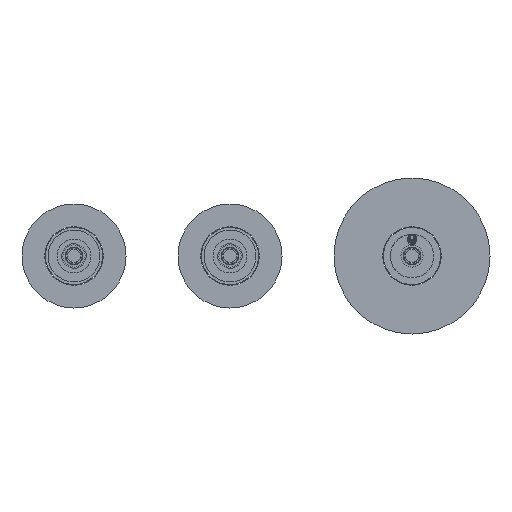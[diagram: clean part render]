
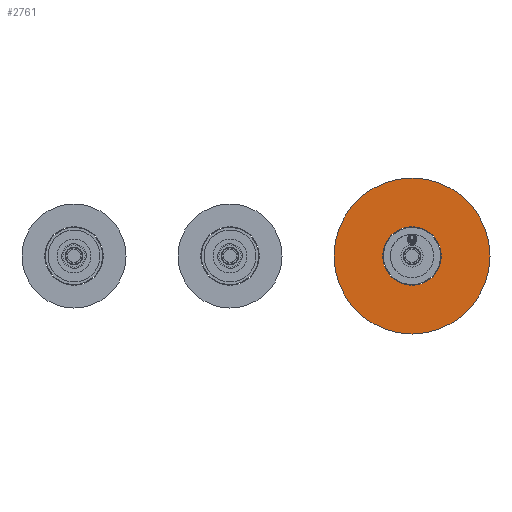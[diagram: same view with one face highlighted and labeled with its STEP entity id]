
A CAD part, front view. The second image highlights one B-rep face of the part: STEP entity #2761.
In plain terms, the highlighted planar face has unit normal (0, -1, 0).
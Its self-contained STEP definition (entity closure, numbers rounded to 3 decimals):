
#2686=CARTESIAN_POINT('Vertex',(60.,-82.756,-40.)) ;
#2691=CARTESIAN_POINT('Axis2P3D Location',(0.,-82.756,-40.)) ;
#2695=CARTESIAN_POINT('Vertex',(-60.,-82.756,-40.)) ;
#2717=CARTESIAN_POINT('Axis2P3D Location',(0.,-82.756,-40.)) ;
#2734=CARTESIAN_POINT('Axis2P3D Location',(0.,-82.756,-40.)) ;
#2743=CARTESIAN_POINT('Axis2P3D Location',(0.,-82.756,-40.)) ;
#2747=CARTESIAN_POINT('Vertex',(22.5,-82.756,-40.)) ;
#2749=CARTESIAN_POINT('Vertex',(-22.5,-82.756,-40.)) ;
#2752=CARTESIAN_POINT('Axis2P3D Location',(0.,-82.756,-40.)) ;
#2692=DIRECTION('Axis2P3D Direction',(-0.,1.,0.)) ;
#2718=DIRECTION('Axis2P3D Direction',(-0.,1.,0.)) ;
#2735=DIRECTION('Axis2P3D Direction',(-0.,1.,0.)) ;
#2736=DIRECTION('Axis2P3D XDirection',(1.,0.,0.)) ;
#2744=DIRECTION('Axis2P3D Direction',(-0.,1.,0.)) ;
#2753=DIRECTION('Axis2P3D Direction',(-0.,1.,0.)) ;
#2693=AXIS2_PLACEMENT_3D('Circle Axis2P3D',#2691,#2692,$) ;
#2719=AXIS2_PLACEMENT_3D('Circle Axis2P3D',#2717,#2718,$) ;
#2737=AXIS2_PLACEMENT_3D('Plane Axis2P3D',#2734,#2735,#2736) ;
#2745=AXIS2_PLACEMENT_3D('Circle Axis2P3D',#2743,#2744,$) ;
#2754=AXIS2_PLACEMENT_3D('Circle Axis2P3D',#2752,#2753,$) ;
#2694=CIRCLE('generated circle',#2693,60.) ;
#2720=CIRCLE('generated circle',#2719,60.) ;
#2746=CIRCLE('generated circle',#2745,22.5) ;
#2755=CIRCLE('generated circle',#2754,22.5) ;
#2738=PLANE('',#2737) ;
#2760=FACE_BOUND('',#2757,.T.) ;
#2697=EDGE_CURVE('',#2687,#2696,#2694,.T.) ;
#2721=EDGE_CURVE('',#2696,#2687,#2720,.T.) ;
#2751=EDGE_CURVE('',#2748,#2750,#2746,.T.) ;
#2756=EDGE_CURVE('',#2750,#2748,#2755,.T.) ;
#2740=ORIENTED_EDGE('',*,*,#2721,.F.) ;
#2741=ORIENTED_EDGE('',*,*,#2697,.F.) ;
#2758=ORIENTED_EDGE('',*,*,#2751,.T.) ;
#2759=ORIENTED_EDGE('',*,*,#2756,.T.) ;
#2739=EDGE_LOOP('',(#2740,#2741)) ;
#2757=EDGE_LOOP('',(#2758,#2759)) ;
#2687=VERTEX_POINT('',#2686) ;
#2696=VERTEX_POINT('',#2695) ;
#2748=VERTEX_POINT('',#2747) ;
#2750=VERTEX_POINT('',#2749) ;
#2761=ADVANCED_FACE('Thermo+piastra.1\\Standard_PART.1\\PartBody',(#2742,#2760),#2738,.F.) ;
#2742=FACE_OUTER_BOUND('',#2739,.T.) ;
